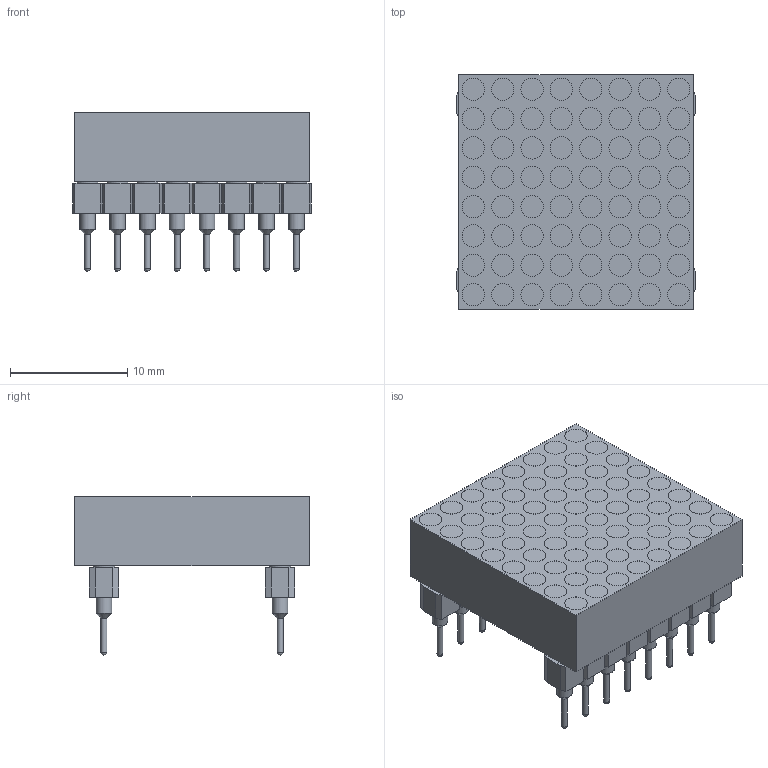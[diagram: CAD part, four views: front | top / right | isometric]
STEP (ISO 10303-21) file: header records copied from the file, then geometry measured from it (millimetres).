
FILE_DESCRIPTION(/* description */ (''),/* implementation_level */ '2;1');
FILE_NAME(/* name */ '8x8_dot_matrix.step',/* time_stamp */ '2025-04-29T22:07:52+02:00',/* author */ (''),/* organization */ (''),/* preprocessor_version */ 'ST-DEVELOPER v20.1',/* originating_system */ 'Autodesk Translation Framework v14.4.0.0',/* authorisation */ '');
FILE_SCHEMA (('AUTOMOTIVE_DESIGN { 1 0 10303 214 3 1 1 }'));
Length unit declared in the file: millimetre
Products named in the file (8): 8x8_dot_matrix; 8x8_dot_matrix_1; SS-108-TT-2; SS-108_socket; SC-1P1_pins; SS-108-TT-2_1; SS-108_socket_1; SC-1P1_pins_1
Assembly tree (21 placements, depth 3):
  8x8_dot_matrix
    8x8_dot_matrix_1
    SS-108-TT-2
      SS-108_socket
      SC-1P1_pins  x8
    SS-108-TT-2_1
      SS-108_socket_1
      SC-1P1_pins_1  x8
Bounding box: 20.32 x 20 x 13.53 mm (x, y, z)
Volume: 2620.8 mm3; surface area: 3000.5 mm2
Topology: 99 solids, 99 shells, 654 faces, 1176 edges, 784 vertices
Faces by surface type: plane 366, cylinder 208, cone 64, sphere 16
Full cylindrical faces by diameter (mm): 0.45 x16, 0.508 x16, 0.914 x16, 1.016 x16, 1.321 x48, 1.829 x32, 1.9 x64
Entity records: 10373 total; most frequent: DIRECTION 1894, CARTESIAN_POINT 1645, ORIENTED_EDGE 1420, AXIS2_PLACEMENT_3D 725, EDGE_CURVE 710, EDGE_LOOP 488, VERTEX_POINT 476, LINE 444
